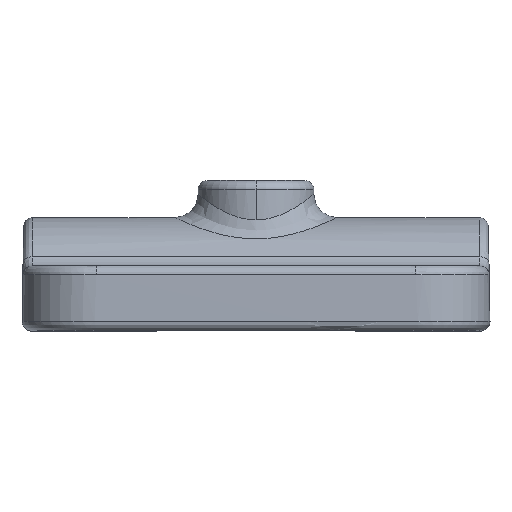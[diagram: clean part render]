
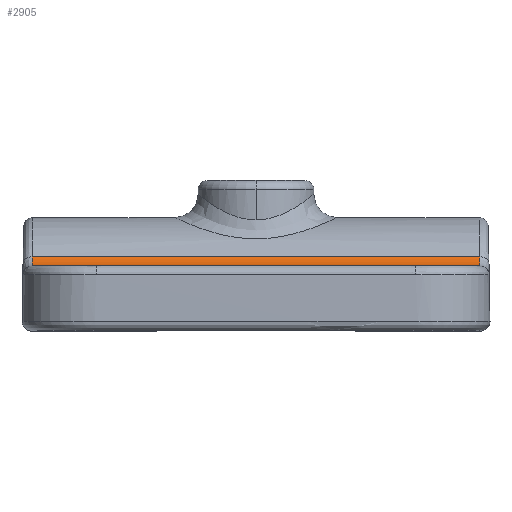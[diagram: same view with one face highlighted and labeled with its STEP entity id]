
A CAD part, top view. The second image highlights one B-rep face of the part: STEP entity #2905.
In plain terms, the highlighted cylindrical face has radius 3.81 mm (diameter 7.62 mm), a partial arc.
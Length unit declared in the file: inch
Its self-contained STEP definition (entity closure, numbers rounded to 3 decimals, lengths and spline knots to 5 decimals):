
#45 = CARTESIAN_POINT ( 'NONE',  ( -0.5969, 0.37541, 2.71244 ) ) ;
#214 = ORIENTED_EDGE ( 'NONE', *, *, #11678, .T. ) ;
#234 = EDGE_CURVE ( 'NONE', #17069, #3965, #15225, .T. ) ;
#355 = CARTESIAN_POINT ( 'NONE',  ( -0.52125, 0.37976, 2.68697 ) ) ;
#587 = VERTEX_POINT ( 'NONE', #2873 ) ;
#969 = CARTESIAN_POINT ( 'NONE',  ( -1.2094, 0.39269, 2.64156 ) ) ;
#1076 = CARTESIAN_POINT ( 'NONE',  ( 0.52943, 0.37976, 2.68697 ) ) ;
#1182 = CARTESIAN_POINT ( 'NONE',  ( 0.52125, 0.37976, 2.68697 ) ) ;
#1218 = VERTEX_POINT ( 'NONE', #9065 ) ;
#1250 = FACE_OUTER_BOUND ( 'NONE', #16459, .T. ) ;
#1514 = VERTEX_POINT ( 'NONE', #7079 ) ;
#1665 = CARTESIAN_POINT ( 'NONE',  ( -1.5, 0.525, 2.72447 ) ) ;
#1994 = VECTOR ( 'NONE', #10468, 39.37008 ) ;
#2563 = EDGE_CURVE ( 'NONE', #6326, #1514, #14308, .T. ) ;
#2665 = CARTESIAN_POINT ( 'NONE',  ( 0.58366, 0.37647, 2.70298 ) ) ;
#2873 = CARTESIAN_POINT ( 'NONE',  ( -0.60785, 0.375, 2.72447 ) ) ;
#2905 = ADVANCED_FACE ( 'NONE', ( #1250 ), #6436, .F. ) ;
#3102 = VERTEX_POINT ( 'NONE', #15519 ) ;
#3390 =( BOUNDED_CURVE ( )  B_SPLINE_CURVE ( 3, ( #15272, #969, #7429, #8896 ),
 .UNSPECIFIED., .F., .T. ) 
 B_SPLINE_CURVE_WITH_KNOTS ( ( 4, 4 ),
 ( 2.30052, 3.14159 ),
 .UNSPECIFIED. ) 
 CURVE ( )  GEOMETRIC_REPRESENTATION_ITEM ( )  RATIONAL_B_SPLINE_CURVE ( ( 1., 0.942, 0.942, 1. ) ) 
 REPRESENTATION_ITEM ( '' )  );
#3442 = ORIENTED_EDGE ( 'NONE', *, *, #2563, .F. ) ;
#3609 = CARTESIAN_POINT ( 'NONE',  ( -0.60785, 0.375, 2.72447 ) ) ;
#3774 = EDGE_CURVE ( 'NONE', #587, #3102, #17509, .T. ) ;
#3965 = VERTEX_POINT ( 'NONE', #14385 ) ;
#4023 = CARTESIAN_POINT ( 'NONE',  ( -1.5, 0.37976, 2.68697 ) ) ;
#4237 = CARTESIAN_POINT ( 'NONE',  ( 0.5614, 0.37831, 2.69298 ) ) ;
#4241 = ORIENTED_EDGE ( 'NONE', *, *, #9440, .T. ) ;
#4770 = CARTESIAN_POINT ( 'NONE',  ( 0.52125, 0.37976, 2.68697 ) ) ;
#4887 = CARTESIAN_POINT ( 'NONE',  ( -0.53757, 0.37956, 2.68772 ) ) ;
#4919 = EDGE_CURVE ( 'NONE', #587, #1218, #6259, .T. ) ;
#4965 = CARTESIAN_POINT ( 'NONE',  ( -1.2625, 0.375, 2.72447 ) ) ;
#4988 = CARTESIAN_POINT ( 'NONE',  ( 1.2094, 0.39269, 2.64156 ) ) ;
#4994 = CARTESIAN_POINT ( 'NONE',  ( -0.58366, 0.37647, 2.70297 ) ) ;
#5026 = ORIENTED_EDGE ( 'NONE', *, *, #234, .F. ) ;
#5092 = CARTESIAN_POINT ( 'NONE',  ( 1.20981, 0.375, 2.72447 ) ) ;
#5223 = LINE ( 'NONE', #4023, #1994 ) ;
#5948 = CARTESIAN_POINT ( 'NONE',  ( 0.60283, 0.375, 2.71795 ) ) ;
#6259 = LINE ( 'NONE', #7842, #20750 ) ;
#6263 = CARTESIAN_POINT ( 'NONE',  ( -1.20865, 0.425, 2.61266 ) ) ;
#6326 = VERTEX_POINT ( 'NONE', #10041 ) ;
#6436 = CYLINDRICAL_SURFACE ( 'NONE', #16984, 0.15 ) ;
#6608 =( BOUNDED_CURVE ( )  B_SPLINE_CURVE ( 3, ( #5092, #16110, #4988, #11235 ),
 .UNSPECIFIED., .F., .F. ) 
 B_SPLINE_CURVE_WITH_KNOTS ( ( 4, 4 ),
 ( 0., 0.84107 ),
 .UNSPECIFIED. ) 
 CURVE ( )  GEOMETRIC_REPRESENTATION_ITEM ( )  RATIONAL_B_SPLINE_CURVE ( ( 1., 0.942, 0.942, 1. ) ) 
 REPRESENTATION_ITEM ( '' )  );
#7079 = CARTESIAN_POINT ( 'NONE',  ( 0.60785, 0.375, 2.72447 ) ) ;
#7195 = VECTOR ( 'NONE', #20743, 39.37008 ) ;
#7429 = CARTESIAN_POINT ( 'NONE',  ( -1.20981, 0.375, 2.68113 ) ) ;
#7641 = CARTESIAN_POINT ( 'NONE',  ( 0.53752, 0.37957, 2.68771 ) ) ;
#7842 = CARTESIAN_POINT ( 'NONE',  ( -1.2625, 0.375, 2.72447 ) ) ;
#8896 = CARTESIAN_POINT ( 'NONE',  ( -1.20981, 0.375, 2.72447 ) ) ;
#9065 = CARTESIAN_POINT ( 'NONE',  ( -1.20981, 0.375, 2.72447 ) ) ;
#9142 = VECTOR ( 'NONE', #18487, 39.37008 ) ;
#9315 = DIRECTION ( 'NONE',  ( -1., 0., 0. ) ) ;
#9440 = EDGE_CURVE ( 'NONE', #3102, #11771, #5223, .T. ) ;
#10041 = CARTESIAN_POINT ( 'NONE',  ( 1.20981, 0.375, 2.72447 ) ) ;
#10468 = DIRECTION ( 'NONE',  ( 1., 0., 0. ) ) ;
#10583 = ORIENTED_EDGE ( 'NONE', *, *, #4919, .F. ) ;
#11235 = CARTESIAN_POINT ( 'NONE',  ( 1.20865, 0.425, 2.61266 ) ) ;
#11339 = CARTESIAN_POINT ( 'NONE',  ( -0.56143, 0.37831, 2.69299 ) ) ;
#11652 = CARTESIAN_POINT ( 'NONE',  ( -0.57644, 0.37713, 2.6991 ) ) ;
#11678 = EDGE_CURVE ( 'NONE', #11771, #1514, #16947, .T. ) ;
#11771 = VERTEX_POINT ( 'NONE', #4770 ) ;
#11921 = ORIENTED_EDGE ( 'NONE', *, *, #15436, .T. ) ;
#14113 = CARTESIAN_POINT ( 'NONE',  ( 0.5764, 0.37713, 2.69908 ) ) ;
#14308 = LINE ( 'NONE', #4965, #7195 ) ;
#14385 = CARTESIAN_POINT ( 'NONE',  ( 1.20865, 0.425, 2.61266 ) ) ;
#14493 = DIRECTION ( 'NONE',  ( 0., 0., -1. ) ) ;
#14596 = DIRECTION ( 'NONE',  ( 1., 0., 0. ) ) ;
#14855 = CARTESIAN_POINT ( 'NONE',  ( -0.52944, 0.37976, 2.68697 ) ) ;
#15085 = CARTESIAN_POINT ( 'NONE',  ( 0.60785, 0.375, 2.72447 ) ) ;
#15225 = LINE ( 'NONE', #16590, #9142 ) ;
#15272 = CARTESIAN_POINT ( 'NONE',  ( -1.20865, 0.425, 2.61266 ) ) ;
#15411 = ORIENTED_EDGE ( 'NONE', *, *, #3774, .T. ) ;
#15436 = EDGE_CURVE ( 'NONE', #6326, #3965, #6608, .T. ) ;
#15519 = CARTESIAN_POINT ( 'NONE',  ( -0.52125, 0.37976, 2.68697 ) ) ;
#16110 = CARTESIAN_POINT ( 'NONE',  ( 1.20981, 0.375, 2.68113 ) ) ;
#16459 = EDGE_LOOP ( 'NONE', ( #5026, #19741, #10583, #15411, #4241, #214, #3442, #11921 ) ) ;
#16590 = CARTESIAN_POINT ( 'NONE',  ( -1.5, 0.425, 2.61266 ) ) ;
#16872 = EDGE_CURVE ( 'NONE', #17069, #1218, #3390, .T. ) ;
#16947 = B_SPLINE_CURVE_WITH_KNOTS ( 'NONE', 3,
 ( #1182, #1076, #7641, #19846, #4237, #14113, #2665, #19942, #5948, #15085 ),
 .UNSPECIFIED., .F., .F.,
 ( 4, 2, 2, 2, 4 ),
 ( 0., 0.00062, 0.00124, 0.00186, 0.00248 ),
 .UNSPECIFIED. ) ;
#16984 = AXIS2_PLACEMENT_3D ( 'NONE', #1665, #14596, #14493 ) ;
#17069 = VERTEX_POINT ( 'NONE', #6263 ) ;
#17509 = B_SPLINE_CURVE_WITH_KNOTS ( 'NONE', 3,
 ( #3609, #17916, #45, #4994, #11652, #11339, #19606, #4887, #14855, #355 ),
 .UNSPECIFIED., .F., .F.,
 ( 4, 2, 2, 2, 4 ),
 ( 0., 0.00062, 0.00123, 0.00185, 0.00247 ),
 .UNSPECIFIED. ) ;
#17916 = CARTESIAN_POINT ( 'NONE',  ( -0.60283, 0.375, 2.71794 ) ) ;
#18487 = DIRECTION ( 'NONE',  ( 1., 0., 0. ) ) ;
#19606 = CARTESIAN_POINT ( 'NONE',  ( -0.55352, 0.37884, 2.69071 ) ) ;
#19741 = ORIENTED_EDGE ( 'NONE', *, *, #16872, .T. ) ;
#19846 = CARTESIAN_POINT ( 'NONE',  ( 0.5535, 0.37884, 2.69071 ) ) ;
#19942 = CARTESIAN_POINT ( 'NONE',  ( 0.59684, 0.37541, 2.7124 ) ) ;
#20743 = DIRECTION ( 'NONE',  ( -1., 0., 0. ) ) ;
#20750 = VECTOR ( 'NONE', #9315, 39.37008 ) ;
